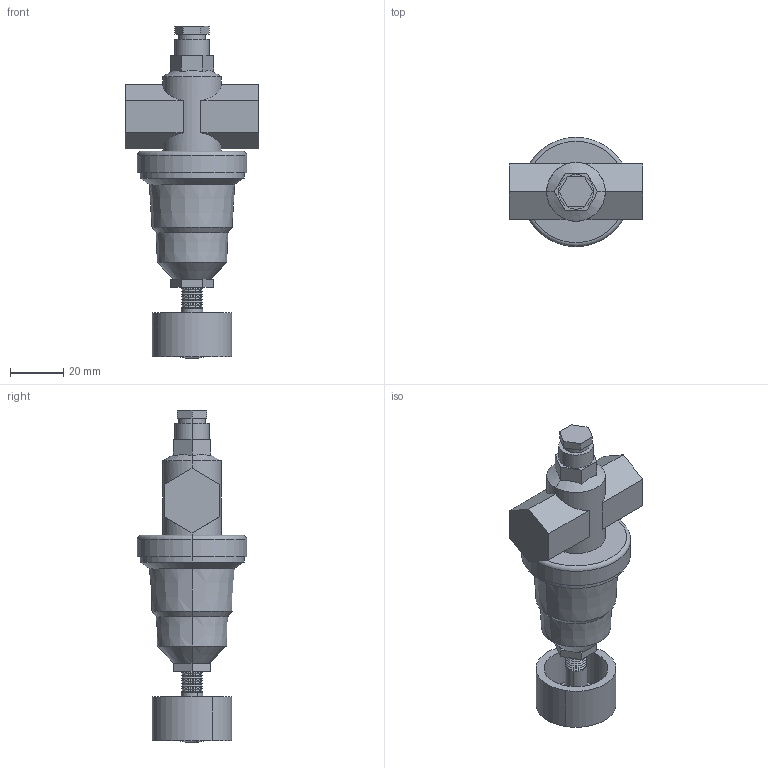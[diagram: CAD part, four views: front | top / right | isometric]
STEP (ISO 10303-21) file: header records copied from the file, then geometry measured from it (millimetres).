
FILE_DESCRIPTION(('no description'),'unknown implementation level');
FILE_NAME('VDI3805_D22-3_8A_3D.stp',' ',('pit-cup GmbH'),('ccLab - KiM Gmbh - www.kimweb.de'),'unknown preprocess','ACIS','unknown authorization');
FILE_SCHEMA(('automotive_design'));
Length unit declared in the file: millimetre
Products named in the file (1): 1
Bounding box: 50 x 41 x 124.5 mm (x, y, z)
Volume: 69396.4 mm3; surface area: 16558.7 mm2
Topology: 1 solids, 1 shells, 112 faces, 276 edges, 178 vertices
Faces by surface type: cone 46, plane 46, cylinder 18, torus 2
Entity records: 6528 total; most frequent: DIRECTION 624, CARTESIAN_POINT 579, STYLED_ITEM 567, PRESENTATION_STYLE_ASSIGNMENT 567, COLOUR_RGB 567, ORIENTED_EDGE 552, EDGE_CURVE 276, CURVE_STYLE 276
